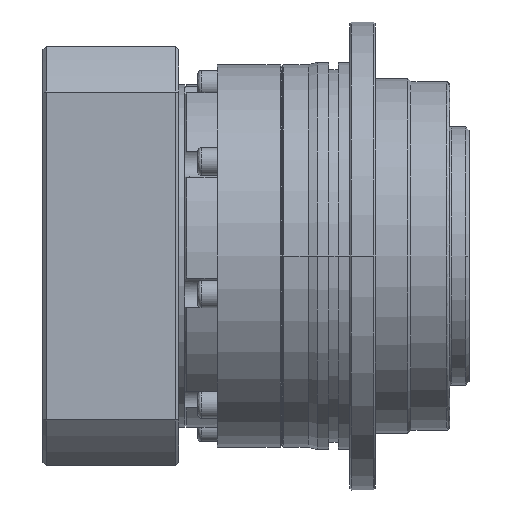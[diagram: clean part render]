
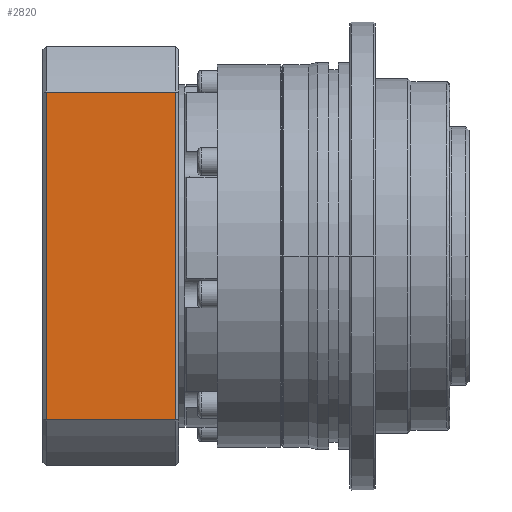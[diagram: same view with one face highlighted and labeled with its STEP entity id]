
A CAD part, front view. The second image highlights one B-rep face of the part: STEP entity #2820.
In plain terms, the highlighted planar face has unit normal (0, -1, 0).
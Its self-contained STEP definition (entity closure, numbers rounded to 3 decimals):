
#1060 = VECTOR ( 'NONE', #18698, 1000. ) ;
#1742 = LINE ( 'NONE', #8470, #1060 ) ;
#1785 = VECTOR ( 'NONE', #16896, 1000. ) ;
#1876 = ORIENTED_EDGE ( 'NONE', *, *, #9528, .F. ) ;
#2630 = CARTESIAN_POINT ( 'NONE',  ( 50.806, -65., 0. ) ) ;
#2820 = ADVANCED_FACE ( 'NONE', ( #13461 ), #23176, .F. ) ;
#4309 = VERTEX_POINT ( 'NONE', #23271 ) ;
#4445 = VERTEX_POINT ( 'NONE', #22430 ) ;
#4689 = CARTESIAN_POINT ( 'NONE',  ( -50.806, -65., 46. ) ) ;
#7037 = AXIS2_PLACEMENT_3D ( 'NONE', #22128, #22072, #21992 ) ;
#7375 = CARTESIAN_POINT ( 'NONE',  ( -25.403, -65., 6. ) ) ;
#7385 = CARTESIAN_POINT ( 'NONE',  ( -50.806, -65., 46. ) ) ;
#7978 = VECTOR ( 'NONE', #17007, 1000. ) ;
#8470 = CARTESIAN_POINT ( 'NONE',  ( -50.806, -65., 0. ) ) ;
#8680 = EDGE_CURVE ( 'NONE', #13262, #4445, #9391, .T. ) ;
#9391 = LINE ( 'NONE', #7375, #19569 ) ;
#9528 = EDGE_CURVE ( 'NONE', #4309, #13262, #23695, .T. ) ;
#11233 = VERTEX_POINT ( 'NONE', #7385 ) ;
#12253 = LINE ( 'NONE', #4689, #1785 ) ;
#13262 = VERTEX_POINT ( 'NONE', #23671 ) ;
#13461 = FACE_OUTER_BOUND ( 'NONE', #21779, .T. ) ;
#13888 = ORIENTED_EDGE ( 'NONE', *, *, #14866, .F. ) ;
#14866 = EDGE_CURVE ( 'NONE', #11233, #4309, #12253, .T. ) ;
#15400 = DIRECTION ( 'NONE',  ( -1., 0., 0. ) ) ;
#16896 = DIRECTION ( 'NONE',  ( 1., 0., 0. ) ) ;
#17007 = DIRECTION ( 'NONE',  ( 0., 0., -1. ) ) ;
#18698 = DIRECTION ( 'NONE',  ( 0., 0., 1. ) ) ;
#19443 = ORIENTED_EDGE ( 'NONE', *, *, #24441, .F. ) ;
#19569 = VECTOR ( 'NONE', #15400, 1000. ) ;
#21779 = EDGE_LOOP ( 'NONE', ( #1876, #13888, #19443, #24095 ) ) ;
#21992 = DIRECTION ( 'NONE',  ( -1., 0., 0. ) ) ;
#22072 = DIRECTION ( 'NONE',  ( 0., 1., 0. ) ) ;
#22128 = CARTESIAN_POINT ( 'NONE',  ( -50.806, -65., 47. ) ) ;
#22430 = CARTESIAN_POINT ( 'NONE',  ( -50.806, -65., 6. ) ) ;
#23176 = PLANE ( 'NONE',  #7037 ) ;
#23271 = CARTESIAN_POINT ( 'NONE',  ( 50.806, -65., 46. ) ) ;
#23671 = CARTESIAN_POINT ( 'NONE',  ( 50.806, -65., 6. ) ) ;
#23695 = LINE ( 'NONE', #2630, #7978 ) ;
#24095 = ORIENTED_EDGE ( 'NONE', *, *, #8680, .F. ) ;
#24441 = EDGE_CURVE ( 'NONE', #4445, #11233, #1742, .T. ) ;
